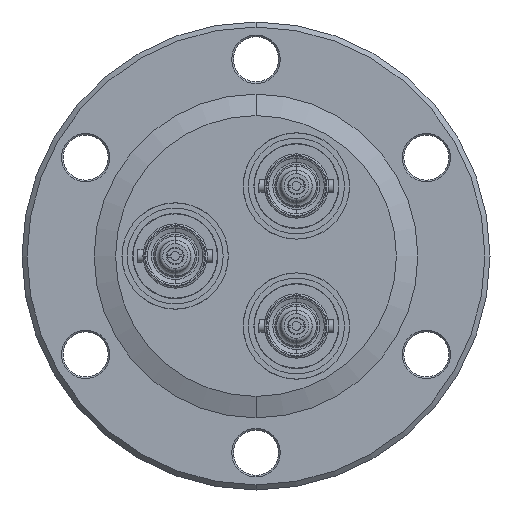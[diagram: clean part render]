
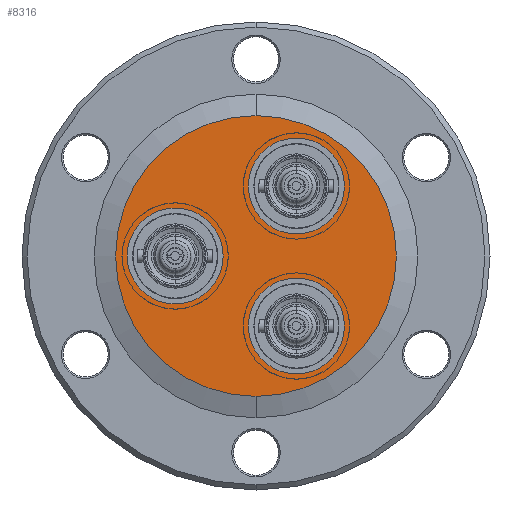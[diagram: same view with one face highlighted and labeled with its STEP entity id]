
A CAD part, front view. The second image highlights one B-rep face of the part: STEP entity #8316.
In plain terms, the highlighted planar face has unit normal (0, -1, 0).
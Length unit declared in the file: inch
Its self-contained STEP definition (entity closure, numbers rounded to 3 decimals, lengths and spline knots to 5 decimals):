
#386 = VERTEX_POINT ( 'NONE', #6177 ) ;
#403 = VERTEX_POINT ( 'NONE', #6260 ) ;
#454 = EDGE_CURVE ( 'NONE', #403, #386, #8859, .T. ) ;
#519 = EDGE_CURVE ( 'NONE', #5212, #5105, #8956, .T. ) ;
#541 = EDGE_CURVE ( 'NONE', #5105, #5212, #8987, .T. ) ;
#559 = EDGE_CURVE ( 'NONE', #1727, #1596, #9004, .T. ) ;
#560 = EDGE_CURVE ( 'NONE', #1808, #1011, #9005, .T. ) ;
#561 = EDGE_CURVE ( 'NONE', #386, #403, #9006, .T. ) ;
#1011 = VERTEX_POINT ( 'NONE', #12249 ) ;
#1596 = VERTEX_POINT ( 'NONE', #12448 ) ;
#1727 = VERTEX_POINT ( 'NONE', #12566 ) ;
#1808 = VERTEX_POINT ( 'NONE', #12633 ) ;
#2059 = ORIENTED_EDGE ( 'NONE', *, *, #561, .T. ) ;
#2061 = ORIENTED_EDGE ( 'NONE', *, *, #454, .T. ) ;
#2086 = ORIENTED_EDGE ( 'NONE', *, *, #559, .T. ) ;
#2099 = ORIENTED_EDGE ( 'NONE', *, *, #560, .T. ) ;
#2101 = ORIENTED_EDGE ( 'NONE', *, *, #9059, .T. ) ;
#2104 = ORIENTED_EDGE ( 'NONE', *, *, #25351, .T. ) ;
#2144 = ORIENTED_EDGE ( 'NONE', *, *, #519, .T. ) ;
#2145 = ORIENTED_EDGE ( 'NONE', *, *, #541, .T. ) ;
#5105 = VERTEX_POINT ( 'NONE', #15879 ) ;
#5212 = VERTEX_POINT ( 'NONE', #15961 ) ;
#5495 = DIRECTION ( 'NONE',  ( 0., -1., 0. ) ) ;
#5529 = DIRECTION ( 'NONE',  ( 0., 1., 0. ) ) ;
#5555 = CARTESIAN_POINT ( 'NONE',  ( 0.2375, -0.449, -0.41136 ) ) ;
#5605 = CARTESIAN_POINT ( 'NONE',  ( 0., -0.449, 0. ) ) ;
#5668 = CARTESIAN_POINT ( 'NONE',  ( 0.2375, -0.449, -0.41136 ) ) ;
#5718 = DIRECTION ( 'NONE',  ( 0., -1., 0. ) ) ;
#5719 = CARTESIAN_POINT ( 'NONE',  ( 0., -0.449, 0. ) ) ;
#5726 = DIRECTION ( 'NONE',  ( 0., 0., -1. ) ) ;
#5817 = DIRECTION ( 'NONE',  ( 0., 0., -1. ) ) ;
#5895 = DIRECTION ( 'NONE',  ( 0., 0., 1. ) ) ;
#5928 = CARTESIAN_POINT ( 'NONE',  ( 0.2375, -0.449, 0.41136 ) ) ;
#6052 = DIRECTION ( 'NONE',  ( 0., 1., 0. ) ) ;
#6177 = CARTESIAN_POINT ( 'NONE',  ( 0.2375, -0.449, -0.12936 ) ) ;
#6229 = DIRECTION ( 'NONE',  ( 0., 1., 0. ) ) ;
#6231 = DIRECTION ( 'NONE',  ( 0., 0., 1. ) ) ;
#6237 = DIRECTION ( 'NONE',  ( 0., 1., 0. ) ) ;
#6260 = CARTESIAN_POINT ( 'NONE',  ( 0.2375, -0.449, -0.69336 ) ) ;
#6379 = CARTESIAN_POINT ( 'NONE',  ( -0.475, -0.449, 0. ) ) ;
#6406 = DIRECTION ( 'NONE',  ( 0., 0., 1. ) ) ;
#6407 = DIRECTION ( 'NONE',  ( 0., 0., 1. ) ) ;
#8316 = ADVANCED_FACE ( 'NONE', ( #18856, #18851, #18857, #18855 ), #20084, .T. ) ;
#8859 = CIRCLE ( 'NONE', #9363, 0.282 ) ;
#8956 = CIRCLE ( 'NONE', #9393, 0.825 ) ;
#8987 = CIRCLE ( 'NONE', #9407, 0.825 ) ;
#9004 = CIRCLE ( 'NONE', #9425, 0.282 ) ;
#9005 = CIRCLE ( 'NONE', #9426, 0.282 ) ;
#9006 = CIRCLE ( 'NONE', #9427, 0.282 ) ;
#9059 = EDGE_CURVE ( 'NONE', #1596, #1727, #19168, .T. ) ;
#9363 = AXIS2_PLACEMENT_3D ( 'NONE', #5668, #6052, #5895 ) ;
#9393 = AXIS2_PLACEMENT_3D ( 'NONE', #5605, #5495, #5817 ) ;
#9407 = AXIS2_PLACEMENT_3D ( 'NONE', #5719, #5718, #5726 ) ;
#9425 = AXIS2_PLACEMENT_3D ( 'NONE', #6379, #6229, #6407 ) ;
#9426 = AXIS2_PLACEMENT_3D ( 'NONE', #5928, #6237, #6231 ) ;
#9427 = AXIS2_PLACEMENT_3D ( 'NONE', #5555, #5529, #6406 ) ;
#12249 = CARTESIAN_POINT ( 'NONE',  ( 0.2375, -0.449, 0.12936 ) ) ;
#12448 = CARTESIAN_POINT ( 'NONE',  ( -0.475, -0.449, -0.282 ) ) ;
#12566 = CARTESIAN_POINT ( 'NONE',  ( -0.475, -0.449, 0.282 ) ) ;
#12633 = CARTESIAN_POINT ( 'NONE',  ( 0.2375, -0.449, 0.69336 ) ) ;
#15879 = CARTESIAN_POINT ( 'NONE',  ( 0., -0.449, -0.825 ) ) ;
#15961 = CARTESIAN_POINT ( 'NONE',  ( 0., -0.449, 0.825 ) ) ;
#18851 = FACE_BOUND ( 'NONE', #25894, .T. ) ;
#18855 = FACE_BOUND ( 'NONE', #25867, .T. ) ;
#18856 = FACE_OUTER_BOUND ( 'NONE', #25802, .T. ) ;
#18857 = FACE_BOUND ( 'NONE', #25876, .T. ) ;
#19168 = CIRCLE ( 'NONE', #19911, 0.282 ) ;
#19748 = AXIS2_PLACEMENT_3D ( 'NONE', #20085, #20086, #20087 ) ;
#19911 = AXIS2_PLACEMENT_3D ( 'NONE', #20666, #20667, #20668 ) ;
#20084 = PLANE ( 'NONE',  #19748 ) ;
#20085 = CARTESIAN_POINT ( 'NONE',  ( 0.825, -0.449, 0. ) ) ;
#20086 = DIRECTION ( 'NONE',  ( 0., -1., 0. ) ) ;
#20087 = DIRECTION ( 'NONE',  ( 0., 0., -1. ) ) ;
#20666 = CARTESIAN_POINT ( 'NONE',  ( -0.475, -0.449, 0. ) ) ;
#20667 = DIRECTION ( 'NONE',  ( 0., 1., 0. ) ) ;
#20668 = DIRECTION ( 'NONE',  ( 0., 0., 1. ) ) ;
#22974 = CIRCLE ( 'NONE', #23545, 0.282 ) ;
#23545 = AXIS2_PLACEMENT_3D ( 'NONE', #26903, #26904, #26905 ) ;
#25351 = EDGE_CURVE ( 'NONE', #1011, #1808, #22974, .T. ) ;
#25802 = EDGE_LOOP ( 'NONE', ( #2145, #2144 ) ) ;
#25867 = EDGE_LOOP ( 'NONE', ( #2059, #2061 ) ) ;
#25876 = EDGE_LOOP ( 'NONE', ( #2099, #2104 ) ) ;
#25894 = EDGE_LOOP ( 'NONE', ( #2086, #2101 ) ) ;
#26903 = CARTESIAN_POINT ( 'NONE',  ( 0.2375, -0.449, 0.41136 ) ) ;
#26904 = DIRECTION ( 'NONE',  ( 0., 1., 0. ) ) ;
#26905 = DIRECTION ( 'NONE',  ( 0., 0., 1. ) ) ;
